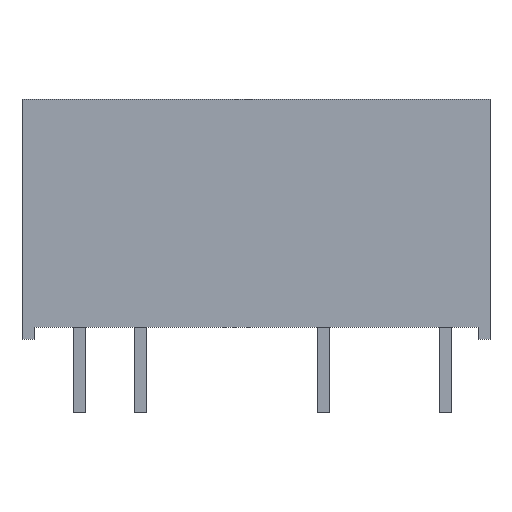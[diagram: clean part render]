
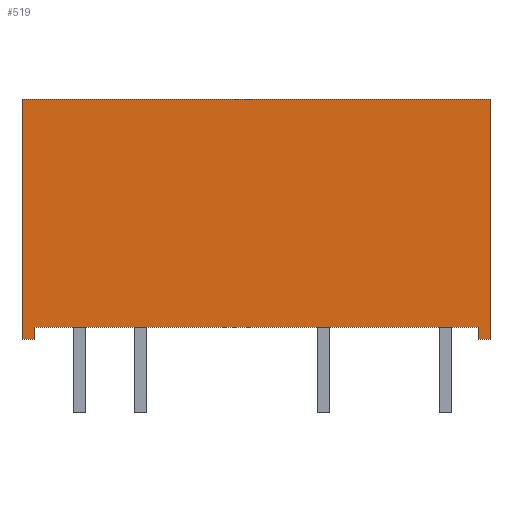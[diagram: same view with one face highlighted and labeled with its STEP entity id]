
A CAD part, front view. The second image highlights one B-rep face of the part: STEP entity #519.
In plain terms, the highlighted planar face has unit normal (0, -1, 0).
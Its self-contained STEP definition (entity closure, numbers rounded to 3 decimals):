
#37=DIRECTION('',(1.,0.,0.));
#38=VECTOR('',#37,18.5);
#39=CARTESIAN_POINT('',(143.187,93.872,3.55));
#40=LINE('',#39,#38);
#53=DIRECTION('',(0.,0.,1.));
#54=VECTOR('',#53,0.5);
#55=CARTESIAN_POINT('',(143.187,93.872,3.05));
#56=LINE('',#55,#54);
#65=DIRECTION('',(0.,0.,-1.));
#66=VECTOR('',#65,0.5);
#67=CARTESIAN_POINT('',(161.687,93.872,3.55));
#68=LINE('',#67,#66);
#73=DIRECTION('',(1.,0.,0.));
#74=VECTOR('',#73,0.5);
#75=CARTESIAN_POINT('',(161.687,93.872,3.05));
#76=LINE('',#75,#74);
#85=DIRECTION('',(0.,0.,1.));
#86=VECTOR('',#85,10.);
#87=CARTESIAN_POINT('',(162.187,93.872,3.05));
#88=LINE('',#87,#86);
#97=DIRECTION('',(-1.,0.,0.));
#98=VECTOR('',#97,19.5);
#99=CARTESIAN_POINT('',(162.187,93.872,13.05));
#100=LINE('',#99,#98);
#109=DIRECTION('',(0.,0.,-1.));
#110=VECTOR('',#109,10.);
#111=CARTESIAN_POINT('',(142.687,93.872,13.05));
#112=LINE('',#111,#110);
#121=DIRECTION('',(1.,0.,0.));
#122=VECTOR('',#121,0.5);
#123=CARTESIAN_POINT('',(142.687,93.872,3.05));
#124=LINE('',#123,#122);
#305=CARTESIAN_POINT('',(143.187,93.872,3.55));
#306=CARTESIAN_POINT('',(161.687,93.872,3.55));
#307=VERTEX_POINT('',#305);
#308=VERTEX_POINT('',#306);
#361=CARTESIAN_POINT('',(143.187,93.872,3.05));
#362=VERTEX_POINT('',#361);
#363=CARTESIAN_POINT('',(142.687,93.872,3.05));
#364=VERTEX_POINT('',#363);
#365=CARTESIAN_POINT('',(142.687,93.872,13.05));
#366=VERTEX_POINT('',#365);
#367=CARTESIAN_POINT('',(162.187,93.872,13.05));
#368=VERTEX_POINT('',#367);
#369=CARTESIAN_POINT('',(162.187,93.872,3.05));
#370=VERTEX_POINT('',#369);
#371=CARTESIAN_POINT('',(161.687,93.872,3.05));
#372=VERTEX_POINT('',#371);
#497=CARTESIAN_POINT('',(152.437,93.872,8.125));
#498=DIRECTION('',(0.,-1.,0.));
#499=DIRECTION('',(1.,0.,0.));
#500=AXIS2_PLACEMENT_3D('',#497,#498,#499);
#501=PLANE('',#500);
#502=ORIENTED_EDGE('',*,*,#449,.F.);
#504=ORIENTED_EDGE('',*,*,#503,.F.);
#506=ORIENTED_EDGE('',*,*,#505,.F.);
#508=ORIENTED_EDGE('',*,*,#507,.F.);
#510=ORIENTED_EDGE('',*,*,#509,.F.);
#512=ORIENTED_EDGE('',*,*,#511,.F.);
#514=ORIENTED_EDGE('',*,*,#513,.F.);
#516=ORIENTED_EDGE('',*,*,#515,.F.);
#517=EDGE_LOOP('',(#502,#504,#506,#508,#510,#512,#514,#516));
#518=FACE_OUTER_BOUND('',#517,.F.);
#519=ADVANCED_FACE('',(#518),#501,.T.);
#449=EDGE_CURVE('',#307,#308,#40,.T.);
#503=EDGE_CURVE('',#362,#307,#56,.T.);
#505=EDGE_CURVE('',#364,#362,#124,.T.);
#507=EDGE_CURVE('',#366,#364,#112,.T.);
#509=EDGE_CURVE('',#368,#366,#100,.T.);
#511=EDGE_CURVE('',#370,#368,#88,.T.);
#513=EDGE_CURVE('',#372,#370,#76,.T.);
#515=EDGE_CURVE('',#308,#372,#68,.T.);
